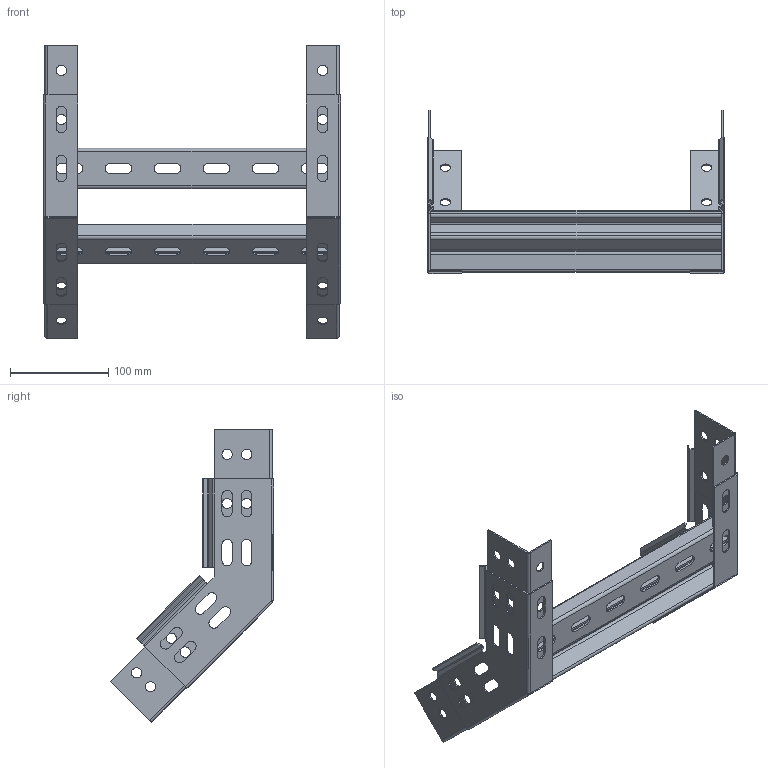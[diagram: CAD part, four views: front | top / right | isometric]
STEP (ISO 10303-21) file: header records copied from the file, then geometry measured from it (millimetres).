
FILE_DESCRIPTION (( 'STEP AP203' ), '1' );
FILE_NAME ('砐噁樦 45 300 擤.STEP', '2025-05-20T13:13:54', ( '' ), ( '' ), 'SwSTEP 2.0', 'SolidWorks 2022', '' );
FILE_SCHEMA (( 'CONFIG_CONTROL_DESIGN' ));
Length unit declared in the file: millimetre
Products named in the file (4): С-профиль стальной 300мм; Подъем 45 300 мм; Соединитель Н50; Стенка 45 вверх
Assembly tree (8 placements, depth 2):
  Подъем 45 300 мм
    Стенка 45 вверх  x2
    С-профиль стальной 300мм  x2
    Соединитель Н50  x4
Bounding box: 303 x 166.65 x 297.98 mm (x, y, z)
Volume: 234613.5 mm3; surface area: 285918.6 mm2
Topology: 8 solids, 8 shells, 504 faces, 1240 edges, 752 vertices
Faces by surface type: plane 292, cylinder 208, bspline 4
Entity records: 7326 total; most frequent: CARTESIAN_POINT 1235, DIRECTION 1198, ORIENTED_EDGE 1112, EDGE_CURVE 556, AXIS2_PLACEMENT_3D 411, VECTOR 376, LINE 376, VERTEX_POINT 336
